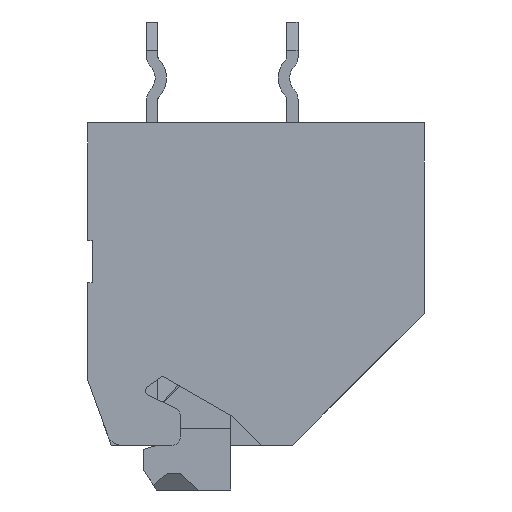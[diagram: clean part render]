
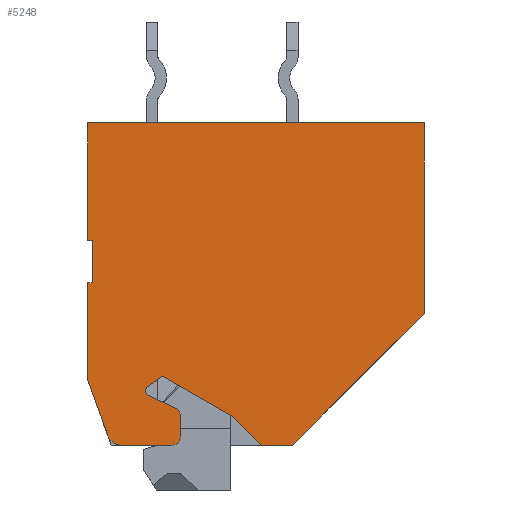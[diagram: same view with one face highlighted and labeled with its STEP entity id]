
A CAD part, front view. The second image highlights one B-rep face of the part: STEP entity #5248.
In plain terms, the highlighted planar face has unit normal (0, -1, 0).
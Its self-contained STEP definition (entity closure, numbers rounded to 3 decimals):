
#782=DIRECTION('',(0.,0.,1.));
#783=VECTOR('',#782,6.8);
#784=CARTESIAN_POINT('',(12.,0.,-10.4));
#785=LINE('',#784,#783);
#1058=DIRECTION('',(0.,0.,-1.));
#1059=VECTOR('',#1058,4.2);
#1060=CARTESIAN_POINT('',(0.,0.,-3.6));
#1061=LINE('',#1060,#1059);
#1070=DIRECTION('',(1.,0.,0.));
#1071=VECTOR('',#1070,0.15);
#1072=CARTESIAN_POINT('',(0.,0.,-7.8));
#1073=LINE('',#1072,#1071);
#1082=DIRECTION('',(0.,0.,-1.));
#1083=VECTOR('',#1082,1.5);
#1084=CARTESIAN_POINT('',(0.15,0.,-7.8));
#1085=LINE('',#1084,#1083);
#1094=DIRECTION('',(-1.,0.,0.));
#1095=VECTOR('',#1094,0.15);
#1096=CARTESIAN_POINT('',(0.15,0.,-9.3));
#1097=LINE('',#1096,#1095);
#1106=DIRECTION('',(0.,0.,-1.));
#1107=VECTOR('',#1106,3.5);
#1108=CARTESIAN_POINT('',(0.,0.,-9.3));
#1109=LINE('',#1108,#1107);
#1139=DIRECTION('',(-0.707,0.,-0.707));
#1140=VECTOR('',#1139,6.647);
#1141=CARTESIAN_POINT('',(12.,0.,-10.4));
#1142=LINE('',#1141,#1140);
#1143=DIRECTION('',(-0.707,0.,0.707));
#1144=VECTOR('',#1143,1.414);
#1145=CARTESIAN_POINT('',(6.2,0.,-15.1));
#1146=LINE('',#1145,#1144);
#1147=DIRECTION('',(-0.866,0.,0.5));
#1148=VECTOR('',#1147,2.929);
#1149=CARTESIAN_POINT('',(5.2,0.,-14.1));
#1150=LINE('',#1149,#1148);
#1151=DIRECTION('',(-0.819,0.,-0.574));
#1152=VECTOR('',#1151,0.623);
#1153=CARTESIAN_POINT('',(2.663,0.,-12.635));
#1154=LINE('',#1153,#1152);
#1155=CARTESIAN_POINT('',(2.268,0.,-13.157));
#1156=DIRECTION('',(0.,-1.,0.));
#1157=DIRECTION('',(-0.574,0.,0.819));
#1158=AXIS2_PLACEMENT_3D('',#1155,#1156,#1157);
#1160=DIRECTION('',(0.906,0.,-0.423));
#1161=VECTOR('',#1160,1.041);
#1162=CARTESIAN_POINT('',(2.183,0.,-13.338));
#1163=LINE('',#1162,#1161);
#1164=CARTESIAN_POINT('',(3.,0.,-14.05));
#1165=DIRECTION('',(0.,1.,0.));
#1166=DIRECTION('',(0.423,0.,0.906));
#1167=AXIS2_PLACEMENT_3D('',#1164,#1165,#1166);
#1169=CARTESIAN_POINT('',(3.,0.,-14.8));
#1170=DIRECTION('',(0.,1.,0.));
#1171=DIRECTION('',(1.,0.,0.));
#1172=AXIS2_PLACEMENT_3D('',#1169,#1170,#1171);
#1174=DIRECTION('',(-1.,0.,0.));
#1175=VECTOR('',#1174,1.813);
#1176=CARTESIAN_POINT('',(3.,0.,-15.1));
#1177=LINE('',#1176,#1175);
#1178=CARTESIAN_POINT('',(1.187,0.,-14.6));
#1179=DIRECTION('',(0.,1.,0.));
#1180=DIRECTION('',(0.,0.,-1.));
#1181=AXIS2_PLACEMENT_3D('',#1178,#1179,#1180);
#1183=DIRECTION('',(-0.342,0.,0.94));
#1184=VECTOR('',#1183,2.098);
#1185=CARTESIAN_POINT('',(0.717,0.,-14.771));
#1186=LINE('',#1185,#1184);
#1191=DIRECTION('',(-1.,0.,0.));
#1192=VECTOR('',#1191,12.);
#1193=CARTESIAN_POINT('',(12.,0.,-3.6));
#1194=LINE('',#1193,#1192);
#1789=DIRECTION('',(1.,0.,0.));
#1790=VECTOR('',#1789,1.1);
#1791=CARTESIAN_POINT('',(6.2,0.,-15.1));
#1792=LINE('',#1791,#1790);
#2344=DIRECTION('',(0.,0.,1.));
#2345=VECTOR('',#2344,0.75);
#2346=CARTESIAN_POINT('',(3.3,0.,-14.8));
#2347=LINE('',#2346,#2345);
#2790=CARTESIAN_POINT('',(2.663,0.,-12.635));
#2791=VERTEX_POINT('',#2790);
#2796=CARTESIAN_POINT('',(3.,0.,-15.1));
#2797=CARTESIAN_POINT('',(1.187,0.,-15.1));
#2798=VERTEX_POINT('',#2796);
#2799=VERTEX_POINT('',#2797);
#2800=CARTESIAN_POINT('',(12.,0.,-3.6));
#2801=CARTESIAN_POINT('',(0.,0.,-3.6));
#2802=VERTEX_POINT('',#2800);
#2803=VERTEX_POINT('',#2801);
#2804=CARTESIAN_POINT('',(12.,0.,-10.4));
#2805=VERTEX_POINT('',#2804);
#2806=CARTESIAN_POINT('',(7.3,0.,-15.1));
#2807=VERTEX_POINT('',#2806);
#2808=CARTESIAN_POINT('',(6.2,0.,-15.1));
#2809=CARTESIAN_POINT('',(5.2,0.,-14.1));
#2810=VERTEX_POINT('',#2808);
#2811=VERTEX_POINT('',#2809);
#2812=CARTESIAN_POINT('',(2.153,0.,-12.993));
#2813=VERTEX_POINT('',#2812);
#2814=CARTESIAN_POINT('',(2.183,0.,-13.338));
#2815=VERTEX_POINT('',#2814);
#2816=CARTESIAN_POINT('',(3.127,0.,-13.778));
#2817=VERTEX_POINT('',#2816);
#2818=CARTESIAN_POINT('',(3.3,0.,-14.05));
#2819=VERTEX_POINT('',#2818);
#2820=CARTESIAN_POINT('',(3.3,0.,-14.8));
#2821=VERTEX_POINT('',#2820);
#2822=CARTESIAN_POINT('',(0.717,0.,-14.771));
#2823=VERTEX_POINT('',#2822);
#2824=CARTESIAN_POINT('',(0.,0.,-12.8));
#2825=VERTEX_POINT('',#2824);
#2826=CARTESIAN_POINT('',(0.,0.,-7.8));
#2827=VERTEX_POINT('',#2826);
#2830=CARTESIAN_POINT('',(0.15,0.,-7.8));
#2831=VERTEX_POINT('',#2830);
#2832=CARTESIAN_POINT('',(0.15,0.,-9.3));
#2833=VERTEX_POINT('',#2832);
#2834=CARTESIAN_POINT('',(0.,0.,-9.3));
#2835=VERTEX_POINT('',#2834);
#5211=CARTESIAN_POINT('',(6.,0.,-9.35));
#5212=DIRECTION('',(0.,1.,0.));
#5213=DIRECTION('',(1.,0.,0.));
#5214=AXIS2_PLACEMENT_3D('',#5211,#5212,#5213);
#5215=PLANE('',#5214);
#5216=ORIENTED_EDGE('',*,*,#5104,.F.);
#5218=ORIENTED_EDGE('',*,*,#5217,.F.);
#5219=ORIENTED_EDGE('',*,*,#4736,.F.);
#5221=ORIENTED_EDGE('',*,*,#5220,.T.);
#5223=ORIENTED_EDGE('',*,*,#5222,.F.);
#5225=ORIENTED_EDGE('',*,*,#5224,.T.);
#5226=ORIENTED_EDGE('',*,*,#3930,.T.);
#5227=ORIENTED_EDGE('',*,*,#3965,.T.);
#5229=ORIENTED_EDGE('',*,*,#5228,.T.);
#5231=ORIENTED_EDGE('',*,*,#5230,.T.);
#5233=ORIENTED_EDGE('',*,*,#5232,.T.);
#5235=ORIENTED_EDGE('',*,*,#5234,.F.);
#5237=ORIENTED_EDGE('',*,*,#5236,.T.);
#5239=ORIENTED_EDGE('',*,*,#5238,.T.);
#5240=ORIENTED_EDGE('',*,*,#5200,.T.);
#5241=ORIENTED_EDGE('',*,*,#5182,.T.);
#5242=ORIENTED_EDGE('',*,*,#5164,.F.);
#5243=ORIENTED_EDGE('',*,*,#5149,.F.);
#5244=ORIENTED_EDGE('',*,*,#5134,.F.);
#5245=ORIENTED_EDGE('',*,*,#5119,.F.);
#5246=EDGE_LOOP('',(#5216,#5218,#5219,#5221,#5223,#5225,#5226,#5227,#5229,#5231,
#5233,#5235,#5237,#5239,#5240,#5241,#5242,#5243,#5244,#5245));
#5247=FACE_OUTER_BOUND('',#5246,.F.);
#1159=CIRCLE('',#1158,0.2);
#1168=CIRCLE('',#1167,0.3);
#1173=CIRCLE('',#1172,0.3);
#1182=CIRCLE('',#1181,0.5);
#3930=EDGE_CURVE('',#2811,#2791,#1150,.T.);
#3965=EDGE_CURVE('',#2791,#2813,#1154,.T.);
#4736=EDGE_CURVE('',#2805,#2802,#785,.T.);
#5104=EDGE_CURVE('',#2803,#2827,#1061,.T.);
#5119=EDGE_CURVE('',#2827,#2831,#1073,.T.);
#5134=EDGE_CURVE('',#2831,#2833,#1085,.T.);
#5149=EDGE_CURVE('',#2833,#2835,#1097,.T.);
#5164=EDGE_CURVE('',#2835,#2825,#1109,.T.);
#5182=EDGE_CURVE('',#2823,#2825,#1186,.T.);
#5200=EDGE_CURVE('',#2799,#2823,#1182,.T.);
#5217=EDGE_CURVE('',#2802,#2803,#1194,.T.);
#5220=EDGE_CURVE('',#2805,#2807,#1142,.T.);
#5222=EDGE_CURVE('',#2810,#2807,#1792,.T.);
#5224=EDGE_CURVE('',#2810,#2811,#1146,.T.);
#5228=EDGE_CURVE('',#2813,#2815,#1159,.T.);
#5230=EDGE_CURVE('',#2815,#2817,#1163,.T.);
#5232=EDGE_CURVE('',#2817,#2819,#1168,.T.);
#5234=EDGE_CURVE('',#2821,#2819,#2347,.T.);
#5236=EDGE_CURVE('',#2821,#2798,#1173,.T.);
#5238=EDGE_CURVE('',#2798,#2799,#1177,.T.);
#5248=ADVANCED_FACE('',(#5247),#5215,.F.);
